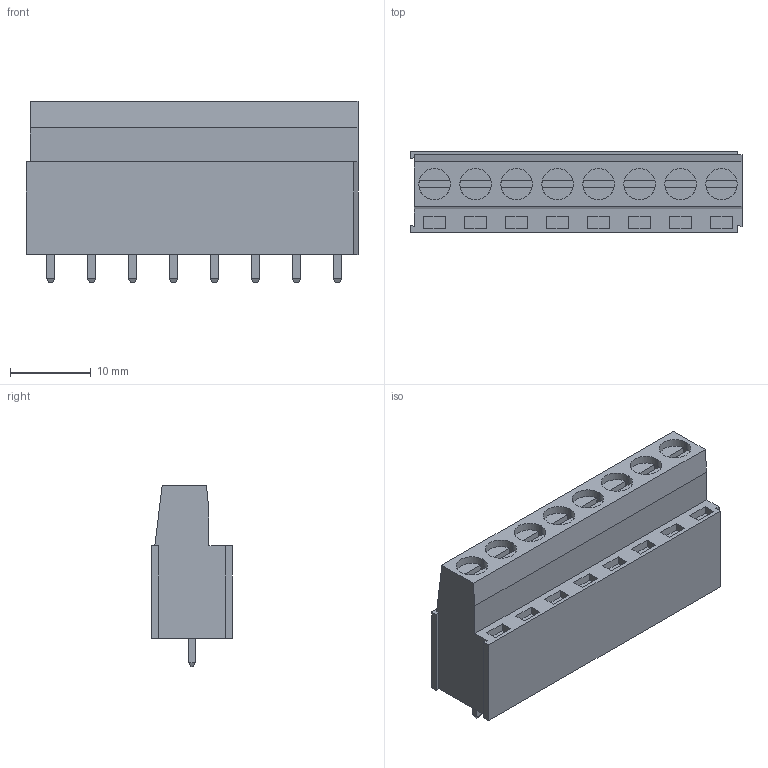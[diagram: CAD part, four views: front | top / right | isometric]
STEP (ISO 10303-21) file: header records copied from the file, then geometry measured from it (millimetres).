
FILE_DESCRIPTION((''),'2;1');
FILE_NAME('C-282857-8','2008-10-17T',('workeradm'),('Tyco Electronics Corporation'),'PRO/ENGINEER BY PARAMETRIC TECHNOLOGY CORPORATION, 2005450','PRO/ENGINEER BY PARAMETRIC TECHNOLOGY CORPORATION, 2005450','');
FILE_SCHEMA(('CONFIG_CONTROL_DESIGN', 'GEOMETRIC_VALIDATION_PROPERTIES_MIM'));
Length unit declared in the file: millimetre
Products named in the file (1): C-282857-8
Bounding box: 41.14 x 10 x 22.5 mm (x, y, z)
Volume: 6254.3 mm3; surface area: 3118.7 mm2
Topology: 1 solids, 1 shells, 228 faces, 549 edges, 355 vertices
Faces by surface type: plane 212, cylinder 16
Entity records: 6642 total; most frequent: CARTESIAN_POINT 1133, ORIENTED_EDGE 1098, DIRECTION 1069, EDGE_CURVE 549, VECTOR 485, LINE 485, VERTEX_POINT 355, AXIS2_PLACEMENT_3D 292
